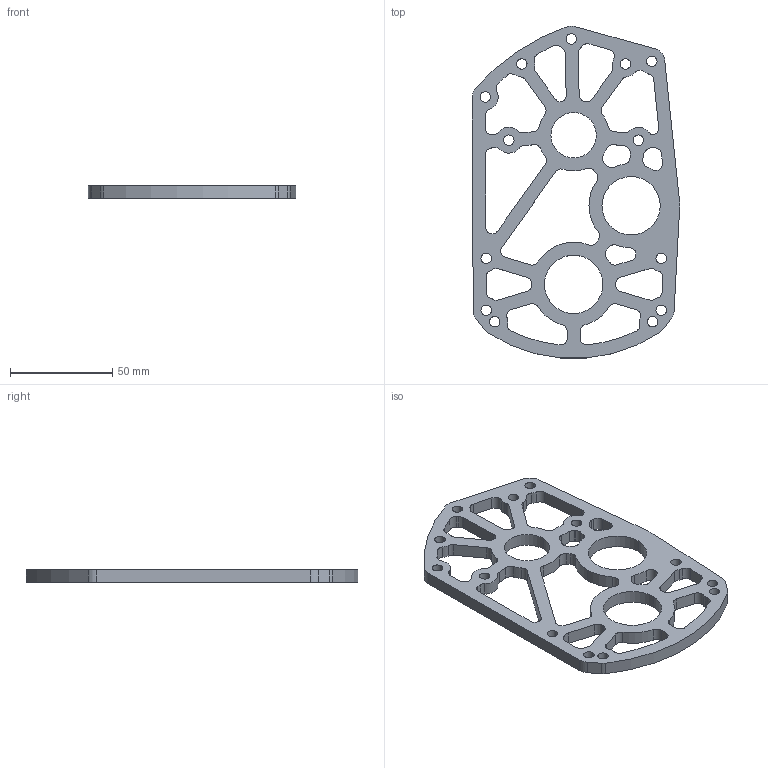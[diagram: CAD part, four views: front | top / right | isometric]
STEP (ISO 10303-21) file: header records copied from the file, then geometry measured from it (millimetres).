
FILE_DESCRIPTION (( 'STEP AP214' ), '1' );
FILE_NAME ('am-3531 Evo Shifter 3 Stage Output Plate REV3.STEP', '2017-01-06T21:41:27', ( '' ), ( '' ), 'SwSTEP 2.0', 'SolidWorks 2014', '' );
FILE_SCHEMA (( 'AUTOMOTIVE_DESIGN' ));
Length unit declared in the file: inch
Products named in the file (1): am-3531 Evo Shifter 3 Stage Output Plate REV3
Bounding box: 101.58 x 162.61 x 6.35 mm (x, y, z)
Volume: 44560.3 mm3; surface area: 26342.9 mm2
Topology: 1 solids, 1 shells, 226 faces, 672 edges, 448 vertices
Faces by surface type: cylinder 180, plane 46
Entity records: 7932 total; most frequent: DIRECTION 1486, CARTESIAN_POINT 1347, ORIENTED_EDGE 1344, EDGE_CURVE 672, AXIS2_PLACEMENT_3D 587, VERTEX_POINT 448, CIRCLE 360, VECTOR 312
